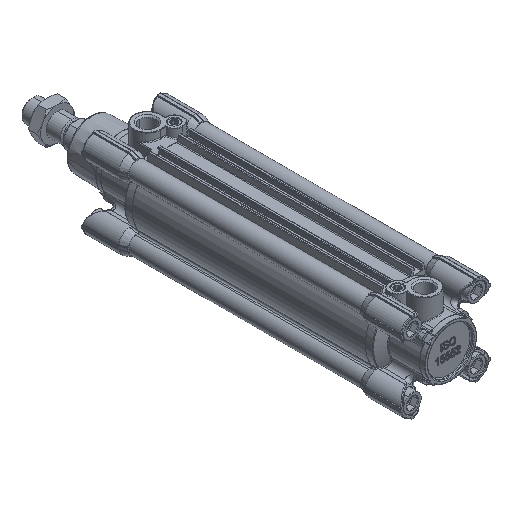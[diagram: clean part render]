
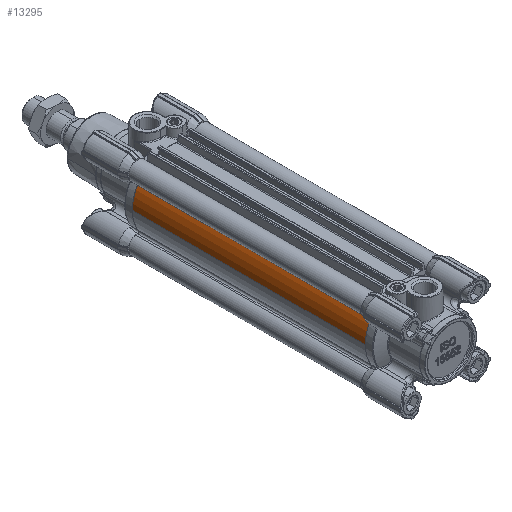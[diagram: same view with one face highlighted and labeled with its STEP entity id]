
A CAD part, isometric view. The second image highlights one B-rep face of the part: STEP entity #13295.
In plain terms, the highlighted cylindrical face has radius 27 mm (diameter 54 mm), a partial arc.
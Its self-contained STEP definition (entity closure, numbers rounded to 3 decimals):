
#1144 = DIRECTION ( 'NONE',  ( 1., 0., 0. ) ) ;
#1883 = CARTESIAN_POINT ( 'NONE',  ( -22.483, 200., 14.95 ) ) ;
#5394 = AXIS2_PLACEMENT_3D ( 'NONE', #25611, #8913, #94119 ) ;
#8913 = DIRECTION ( 'NONE',  ( 0., 1., 0. ) ) ;
#13223 = CARTESIAN_POINT ( 'NONE',  ( 0., 200., 0. ) ) ;
#13295 = ADVANCED_FACE ( 'NONE', ( #24531 ), #67922, .T. ) ;
#13977 = VERTEX_POINT ( 'NONE', #50488 ) ;
#19771 = AXIS2_PLACEMENT_3D ( 'NONE', #50126, #59024, #1144 ) ;
#20416 = EDGE_LOOP ( 'NONE', ( #70964, #48019, #30440, #24280 ) ) ;
#23355 = EDGE_CURVE ( 'NONE', #108473, #35586, #82829, .T. ) ;
#23798 = CARTESIAN_POINT ( 'NONE',  ( -22.483, 156., 14.95 ) ) ;
#23872 = AXIS2_PLACEMENT_3D ( 'NONE', #13223, #29387, #55498 ) ;
#24280 = ORIENTED_EDGE ( 'NONE', *, *, #64316, .T. ) ;
#24531 = FACE_OUTER_BOUND ( 'NONE', #20416, .T. ) ;
#25152 = CIRCLE ( 'NONE', #19771, 27. ) ;
#25611 = CARTESIAN_POINT ( 'NONE',  ( 0., 156., 0. ) ) ;
#29387 = DIRECTION ( 'NONE',  ( 0., -1., 0. ) ) ;
#30440 = ORIENTED_EDGE ( 'NONE', *, *, #23355, .T. ) ;
#31436 = VECTOR ( 'NONE', #89566, 1000. ) ;
#34979 = LINE ( 'NONE', #96772, #57409 ) ;
#35586 = VERTEX_POINT ( 'NONE', #1883 ) ;
#48019 = ORIENTED_EDGE ( 'NONE', *, *, #76144, .F. ) ;
#50126 = CARTESIAN_POINT ( 'NONE',  ( 0., 31., 0. ) ) ;
#50488 = CARTESIAN_POINT ( 'NONE',  ( -27., 200., 0. ) ) ;
#55498 = DIRECTION ( 'NONE',  ( 1., 0., 0. ) ) ;
#56027 = CARTESIAN_POINT ( 'NONE',  ( -22.483, 31., 14.95 ) ) ;
#57409 = VECTOR ( 'NONE', #78405, 1000. ) ;
#59024 = DIRECTION ( 'NONE',  ( 0., -1., 0. ) ) ;
#64316 = EDGE_CURVE ( 'NONE', #35586, #13977, #86123, .T. ) ;
#67922 = CYLINDRICAL_SURFACE ( 'NONE', #5394, 27. ) ;
#70964 = ORIENTED_EDGE ( 'NONE', *, *, #90716, .F. ) ;
#76144 = EDGE_CURVE ( 'NONE', #108473, #101085, #25152, .T. ) ;
#78405 = DIRECTION ( 'NONE',  ( 0., 1., 0. ) ) ;
#82829 = LINE ( 'NONE', #23798, #31436 ) ;
#85832 = CARTESIAN_POINT ( 'NONE',  ( -27., 31., 0. ) ) ;
#86123 = CIRCLE ( 'NONE', #23872, 27. ) ;
#89566 = DIRECTION ( 'NONE',  ( 0., 1., 0. ) ) ;
#90716 = EDGE_CURVE ( 'NONE', #101085, #13977, #34979, .T. ) ;
#94119 = DIRECTION ( 'NONE',  ( -1., 0., 0. ) ) ;
#96772 = CARTESIAN_POINT ( 'NONE',  ( -27., 156., 0. ) ) ;
#101085 = VERTEX_POINT ( 'NONE', #85832 ) ;
#108473 = VERTEX_POINT ( 'NONE', #56027 ) ;
